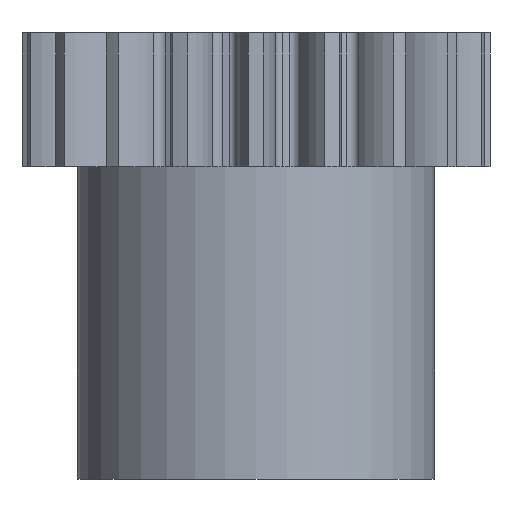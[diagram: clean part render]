
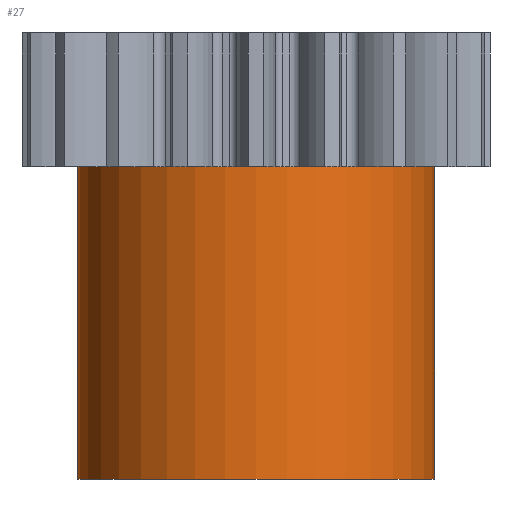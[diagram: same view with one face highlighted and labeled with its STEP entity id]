
A CAD part, front view. The second image highlights one B-rep face of the part: STEP entity #27.
In plain terms, the highlighted cylindrical face has radius 4 mm (diameter 8 mm), a partial arc.
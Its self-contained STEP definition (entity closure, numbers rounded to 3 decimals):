
#3 = EDGE_CURVE ( 'NONE', #129, #11, #1413, .T. ) ;
#7 = EDGE_CURVE ( 'NONE', #128, #113, #1409, .T. ) ;
#11 = VERTEX_POINT ( 'NONE', #1329 ) ;
#22 = EDGE_LOOP ( 'NONE', ( #30, #31, #35, #75 ) ) ;
#26 = EDGE_CURVE ( 'NONE', #128, #129, #1330, .T. ) ;
#27 = ADVANCED_FACE ( 'NONE', ( #1464 ), #1468, .T. ) ;
#30 = ORIENTED_EDGE ( 'NONE', *, *, #7, .F. ) ;
#31 = ORIENTED_EDGE ( 'NONE', *, *, #26, .T. ) ;
#35 = ORIENTED_EDGE ( 'NONE', *, *, #3, .T. ) ;
#75 = ORIENTED_EDGE ( 'NONE', *, *, #507, .F. ) ;
#113 = VERTEX_POINT ( 'NONE', #1509 ) ;
#128 = VERTEX_POINT ( 'NONE', #1604 ) ;
#129 = VERTEX_POINT ( 'NONE', #1608 ) ;
#507 = EDGE_CURVE ( 'NONE', #113, #11, #2424, .T. ) ;
#1328 = CARTESIAN_POINT ( 'NONE',  ( 0., 0., -7. ) ) ;
#1329 = CARTESIAN_POINT ( 'NONE',  ( 4., 0., 0. ) ) ;
#1330 = CIRCLE ( 'NONE', #1457, 4. ) ;
#1332 = DIRECTION ( 'NONE',  ( 0., 0., 1. ) ) ;
#1333 = VECTOR ( 'NONE', #1332, 1000. ) ;
#1408 = CARTESIAN_POINT ( 'NONE',  ( -4., 0., -7. ) ) ;
#1409 = LINE ( 'NONE', #1408, #1333 ) ;
#1410 = DIRECTION ( 'NONE',  ( 0., 0., 1. ) ) ;
#1411 = VECTOR ( 'NONE', #1410, 1000. ) ;
#1412 = CARTESIAN_POINT ( 'NONE',  ( 4., 0., -7. ) ) ;
#1413 = LINE ( 'NONE', #1412, #1411 ) ;
#1449 = DIRECTION ( 'NONE',  ( 1., 0., 0. ) ) ;
#1450 = DIRECTION ( 'NONE',  ( 0., 0., 1. ) ) ;
#1451 = CARTESIAN_POINT ( 'NONE',  ( 0., 0., -7. ) ) ;
#1455 = DIRECTION ( 'NONE',  ( 1., 0., 0. ) ) ;
#1456 = DIRECTION ( 'NONE',  ( 0., 0., 1. ) ) ;
#1457 = AXIS2_PLACEMENT_3D ( 'NONE', #1328, #1456, #1455 ) ;
#1458 = AXIS2_PLACEMENT_3D ( 'NONE', #1451, #1450, #1449 ) ;
#1464 = FACE_OUTER_BOUND ( 'NONE', #22, .T. ) ;
#1468 = CYLINDRICAL_SURFACE ( 'NONE', #1458, 4. ) ;
#1509 = CARTESIAN_POINT ( 'NONE',  ( -4., 0., 0. ) ) ;
#1604 = CARTESIAN_POINT ( 'NONE',  ( -4., 0., -7. ) ) ;
#1608 = CARTESIAN_POINT ( 'NONE',  ( 4., 0., -7. ) ) ;
#2324 = DIRECTION ( 'NONE',  ( 1., 0., 0. ) ) ;
#2325 = DIRECTION ( 'NONE',  ( 0., 0., 1. ) ) ;
#2326 = CARTESIAN_POINT ( 'NONE',  ( 0., 0., 0. ) ) ;
#2336 = AXIS2_PLACEMENT_3D ( 'NONE', #2326, #2325, #2324 ) ;
#2424 = CIRCLE ( 'NONE', #2336, 4. ) ;
